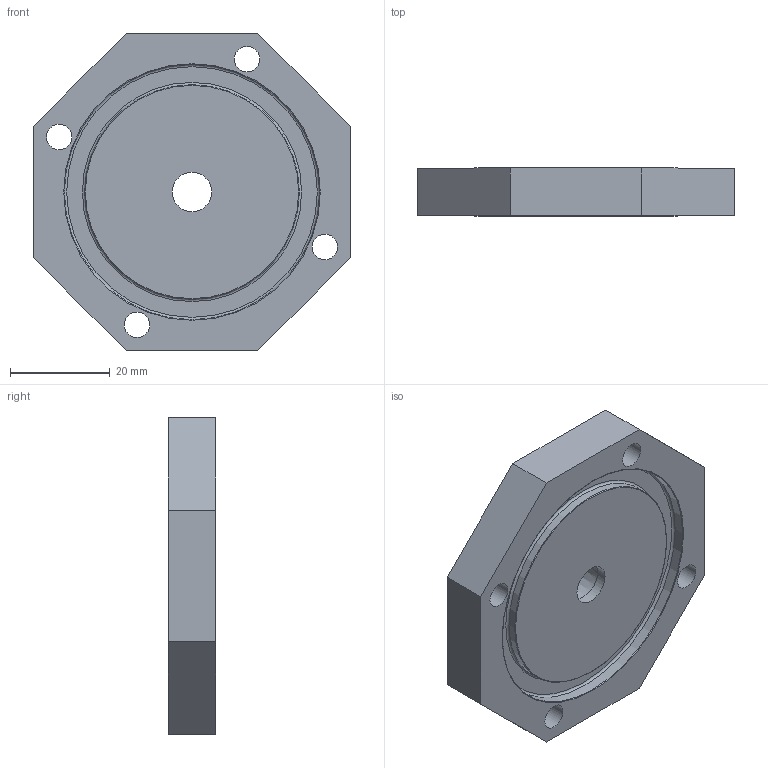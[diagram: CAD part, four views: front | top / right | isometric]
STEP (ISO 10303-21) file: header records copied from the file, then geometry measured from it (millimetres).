
FILE_DESCRIPTION(/* description */ (''),/* implementation_level */ '2;1');
FILE_NAME(/* name */ '8 odor top.stp',/* time_stamp */ '2021-08-27T14:21:53-04:00',/* author */ ('SB13FLLT001'),/* organization */ (''),/* preprocessor_version */ 'ST-DEVELOPER v18.1',/* originating_system */ 'Autodesk Inventor 2020',/* authorisation */ '');
FILE_SCHEMA (('AUTOMOTIVE_DESIGN { 1 0 10303 214 3 1 1 }'));
Length unit declared in the file: inch
Products named in the file (1): 8 odor top
Bounding box: 63.5 x 9.53 x 63.5 mm (x, y, z)
Volume: 28137.3 mm3; surface area: 10059.3 mm2
Topology: 1 solids, 1 shells, 33 faces, 93 edges, 69 vertices
Faces by surface type: plane 17, cylinder 11, torus 4, cone 1
Full cylindrical faces by diameter (mm): 1.694 x4, 5.105 x4, 7.95 x1, 42.977 x1, 51.105 x1
Entity records: 1195 total; most frequent: DIRECTION 218, CARTESIAN_POINT 196, ORIENTED_EDGE 186, EDGE_CURVE 93, AXIS2_PLACEMENT_3D 91, VERTEX_POINT 69, CIRCLE 57, EDGE_LOOP 50
